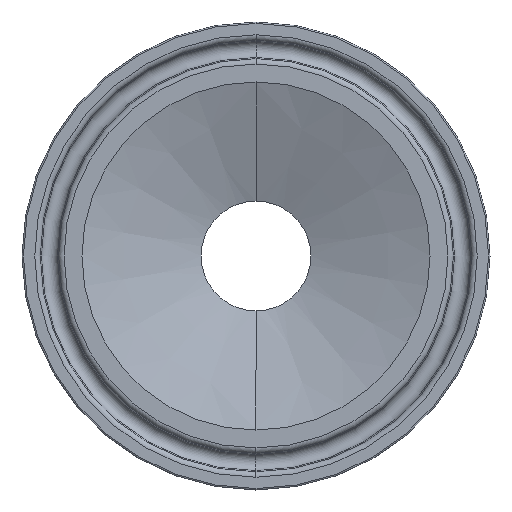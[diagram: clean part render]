
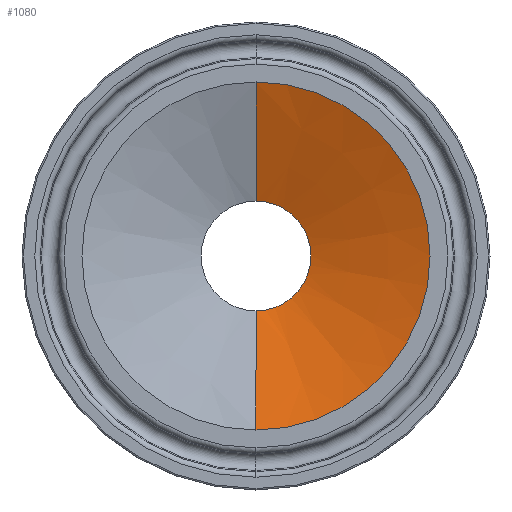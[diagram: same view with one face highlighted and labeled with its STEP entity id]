
A CAD part, left-side view. The second image highlights one B-rep face of the part: STEP entity #1080.
In plain terms, the highlighted conical face has half-angle 70 degrees and reference radius 23.8 mm.
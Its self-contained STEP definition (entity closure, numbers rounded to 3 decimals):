
#4 = VERTEX_POINT ( 'NONE', #1133 ) ;
#35 = CARTESIAN_POINT ( 'NONE',  ( 0., 0., 23.8 ) ) ;
#191 = CARTESIAN_POINT ( 'NONE',  ( 0., 0., 23.8 ) ) ;
#196 = FACE_OUTER_BOUND ( 'NONE', #460, .T. ) ;
#210 = DIRECTION ( 'NONE',  ( -1., 0., 0. ) ) ;
#215 = CIRCLE ( 'NONE', #342, 23.8 ) ;
#259 = CIRCLE ( 'NONE', #946, 7.5 ) ;
#289 = AXIS2_PLACEMENT_3D ( 'NONE', #1103, #210, #841 ) ;
#342 = AXIS2_PLACEMENT_3D ( 'NONE', #932, #396, #476 ) ;
#396 = DIRECTION ( 'NONE',  ( -1., 0., 0. ) ) ;
#435 = ORIENTED_EDGE ( 'NONE', *, *, #612, .F. ) ;
#460 = EDGE_LOOP ( 'NONE', ( #520, #978, #1030, #435 ) ) ;
#476 = DIRECTION ( 'NONE',  ( 0., 0., 1. ) ) ;
#494 = CARTESIAN_POINT ( 'NONE',  ( 5.933, 0., 0. ) ) ;
#520 = ORIENTED_EDGE ( 'NONE', *, *, #753, .F. ) ;
#536 = CARTESIAN_POINT ( 'NONE',  ( 5.933, 0., -7.5 ) ) ;
#555 = VERTEX_POINT ( 'NONE', #708 ) ;
#556 = LINE ( 'NONE', #572, #838 ) ;
#572 = CARTESIAN_POINT ( 'NONE',  ( 0., 0., -23.8 ) ) ;
#577 = DIRECTION ( 'NONE',  ( -0.342, 0., -0.94 ) ) ;
#612 = EDGE_CURVE ( 'NONE', #555, #1098, #622, .T. ) ;
#622 = LINE ( 'NONE', #191, #672 ) ;
#628 = VERTEX_POINT ( 'NONE', #536 ) ;
#672 = VECTOR ( 'NONE', #880, 1000. ) ;
#708 = CARTESIAN_POINT ( 'NONE',  ( 5.933, 0., 7.5 ) ) ;
#718 = EDGE_CURVE ( 'NONE', #628, #4, #556, .T. ) ;
#748 = DIRECTION ( 'NONE',  ( -1., 0., 0. ) ) ;
#753 = EDGE_CURVE ( 'NONE', #628, #555, #259, .T. ) ;
#820 = DIRECTION ( 'NONE',  ( 0., 0., 1. ) ) ;
#838 = VECTOR ( 'NONE', #577, 1000. ) ;
#841 = DIRECTION ( 'NONE',  ( 0., 0., 1. ) ) ;
#880 = DIRECTION ( 'NONE',  ( -0.342, 0., 0.94 ) ) ;
#932 = CARTESIAN_POINT ( 'NONE',  ( 0., 0., 0. ) ) ;
#946 = AXIS2_PLACEMENT_3D ( 'NONE', #494, #748, #820 ) ;
#978 = ORIENTED_EDGE ( 'NONE', *, *, #718, .T. ) ;
#1030 = ORIENTED_EDGE ( 'NONE', *, *, #1062, .T. ) ;
#1062 = EDGE_CURVE ( 'NONE', #4, #1098, #215, .T. ) ;
#1080 = ADVANCED_FACE ( 'NONE', ( #196 ), #1137, .F. ) ;
#1098 = VERTEX_POINT ( 'NONE', #35 ) ;
#1103 = CARTESIAN_POINT ( 'NONE',  ( 0., 0., 0. ) ) ;
#1133 = CARTESIAN_POINT ( 'NONE',  ( 0., 0., -23.8 ) ) ;
#1137 = CONICAL_SURFACE ( 'NONE', #289, 23.8, 1.222 ) ;
